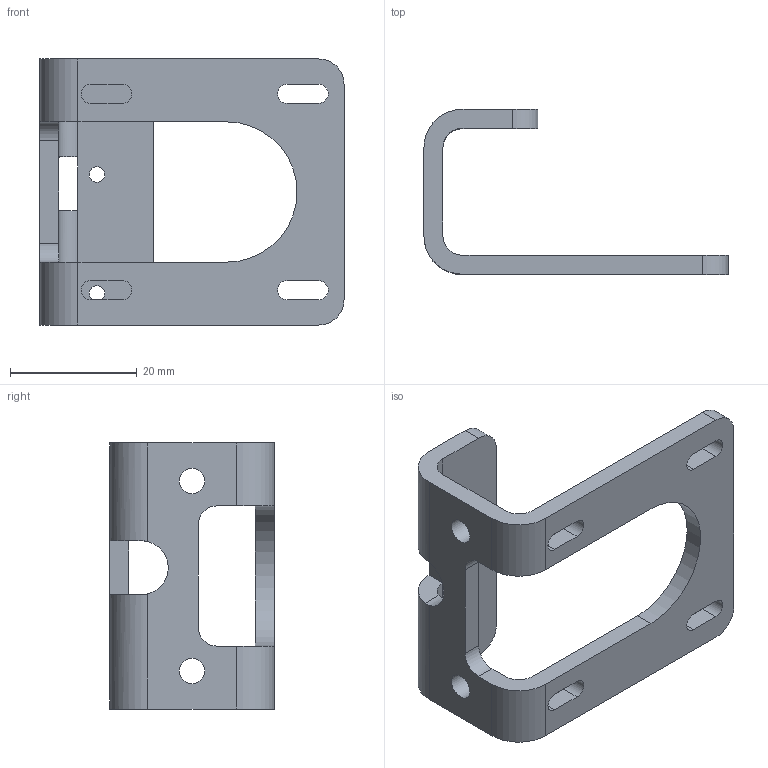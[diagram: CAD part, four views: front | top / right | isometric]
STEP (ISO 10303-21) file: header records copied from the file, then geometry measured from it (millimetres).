
FILE_DESCRIPTION(/* description */ ('SOPORTE MOTOR X'),/* implementation_level */ '2;1');
FILE_NAME(/* name */ 'C04H030034-x-motor-support_V04.stp',/* time_stamp */ '2014-12-22T14:59:02+01:00',/* author */ ('MARCHA TECHNOLOGY'),/* organization */ ('MARCHA TECHNOLOGY'),/* preprocessor_version */ 'ST-DEVELOPER v15.6',/* originating_system */ 'Autodesk Inventor 2015',/* authorisation */ '');
FILE_SCHEMA (('CONFIG_CONTROL_DESIGN'));
Length unit declared in the file: millimetre
Products named in the file (1): C04H030034-x-motor-support_V04
Bounding box: 48 x 26 x 42 mm (x, y, z)
Volume: 6703.1 mm3; surface area: 6032.3 mm2
Topology: 1 solids, 1 shells, 52 faces, 162 edges, 108 vertices
Faces by surface type: cylinder 28, plane 24
Full cylindrical faces by diameter (mm): 2.459 x2, 4 x2
Entity records: 1834 total; most frequent: CARTESIAN_POINT 323, DIRECTION 312, ORIENTED_EDGE 308, EDGE_CURVE 154, AXIS2_PLACEMENT_3D 109, VERTEX_POINT 104, LINE 94, VECTOR 94
